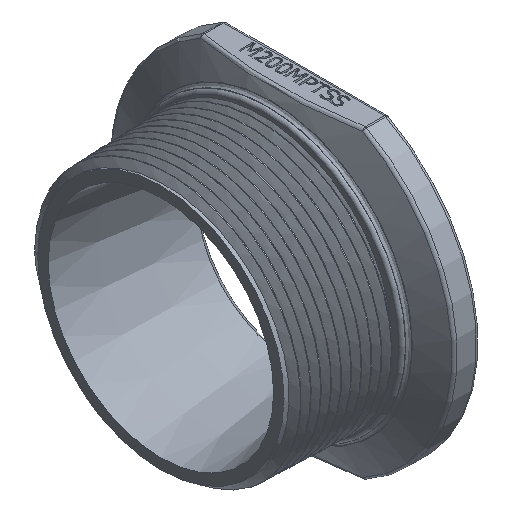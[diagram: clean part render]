
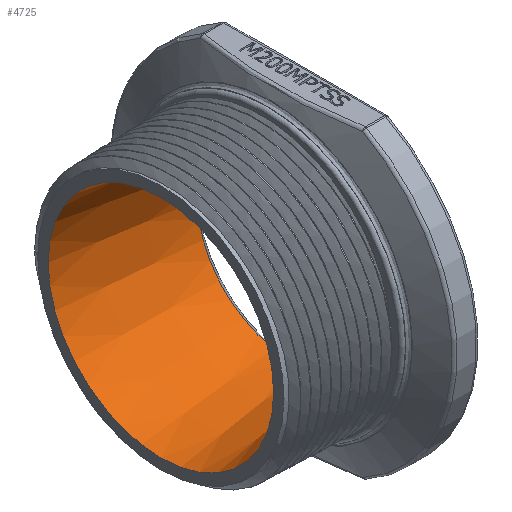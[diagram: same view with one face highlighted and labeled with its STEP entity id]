
A CAD part, isometric view. The second image highlights one B-rep face of the part: STEP entity #4725.
In plain terms, the highlighted conical face has half-angle 9.218 degrees and reference radius 23.05 mm.
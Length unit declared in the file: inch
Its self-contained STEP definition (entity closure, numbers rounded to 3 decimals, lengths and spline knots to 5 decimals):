
#16=CONICAL_SURFACE($,#4926,0.9075,9.218);
#57=FACE_BOUND($,#1566,.T.);
#1268=FACE_OUTER_BOUND($,#1565,.T.);
#1565=EDGE_LOOP($,(#4318));
#1566=EDGE_LOOP($,(#4319));
#1851=CIRCLE($,#4927,0.815);
#1852=CIRCLE($,#4928,1.);
#2301=VERTEX_POINT($,#10375);
#2302=VERTEX_POINT($,#10377);
#2981=EDGE_CURVE($,#2301,#2301,#1851,.T.);
#2982=EDGE_CURVE($,#2302,#2302,#1852,.T.);
#4318=ORIENTED_EDGE($,*,*,#2981,.T.);
#4319=ORIENTED_EDGE($,*,*,#2982,.F.);
#4725=ADVANCED_FACE($,(#1268,#57),#16,.F.);
#4926=AXIS2_PLACEMENT_3D($,#10374,#5722,#5723);
#4927=AXIS2_PLACEMENT_3D($,#10376,#5724,#5725);
#4928=AXIS2_PLACEMENT_3D($,#10378,#5726,#5727);
#5722=DIRECTION('center_axis',(-1.,0.,0.));
#5723=DIRECTION('ref_axis',(0.,1.,0.));
#5724=DIRECTION('center_axis',(1.,0.,0.));
#5725=DIRECTION('ref_axis',(0.,1.,0.));
#5726=DIRECTION('center_axis',(1.,0.,0.));
#5727=DIRECTION('ref_axis',(0.,1.,0.));
#10374=CARTESIAN_POINT('Origin',(-0.73,0.,0.));
#10375=CARTESIAN_POINT('',(-0.16,0.815,0.));
#10376=CARTESIAN_POINT('Origin',(-0.16,0.,0.));
#10377=CARTESIAN_POINT('',(-1.3,1.,0.));
#10378=CARTESIAN_POINT('Origin',(-1.3,0.,0.));
